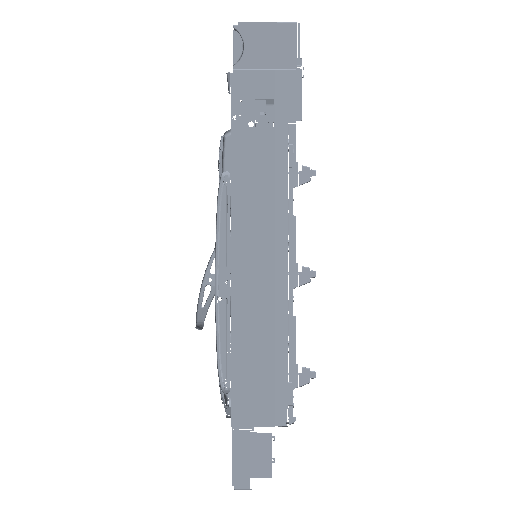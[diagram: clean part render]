
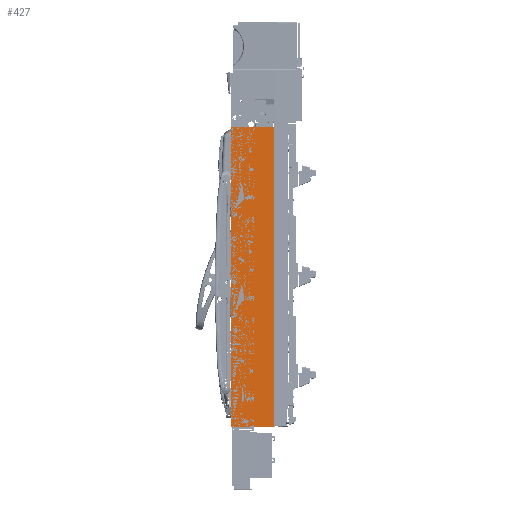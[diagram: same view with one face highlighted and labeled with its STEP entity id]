
A CAD part, left-side view. The second image highlights one B-rep face of the part: STEP entity #427.
In plain terms, the highlighted planar face has unit normal (-1, 0, 0).
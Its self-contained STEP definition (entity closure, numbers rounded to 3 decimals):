
#284=DIRECTION('',(0.,1.,0.));
#285=VECTOR('',#284,79.951);
#286=CARTESIAN_POINT('',(-99.207,542.053,-442.735));
#287=LINE('',#286,#285);
#288=DIRECTION('',(0.,0.,1.));
#289=VECTOR('',#288,549.673);
#290=CARTESIAN_POINT('',(-99.207,622.005,-442.735));
#291=LINE('',#290,#289);
#292=DIRECTION('',(0.,-1.,0.));
#293=VECTOR('',#292,79.951);
#294=CARTESIAN_POINT('',(-99.207,622.005,106.938));
#295=LINE('',#294,#293);
#296=DIRECTION('',(0.,0.,-1.));
#297=VECTOR('',#296,549.673);
#298=CARTESIAN_POINT('',(-99.207,542.053,106.938));
#299=LINE('',#298,#297);
#308=CARTESIAN_POINT('',(-99.207,542.053,-442.735));
#309=CARTESIAN_POINT('',(-99.207,622.005,-442.735));
#310=VERTEX_POINT('',#308);
#311=VERTEX_POINT('',#309);
#312=CARTESIAN_POINT('',(-99.207,622.005,106.938));
#313=VERTEX_POINT('',#312);
#314=CARTESIAN_POINT('',(-99.207,542.053,106.938));
#315=VERTEX_POINT('',#314);
#416=CARTESIAN_POINT('',(-99.207,543.505,-443.393));
#417=DIRECTION('',(-1.,0.,0.));
#418=DIRECTION('',(0.,0.,1.));
#419=AXIS2_PLACEMENT_3D('',#416,#417,#418);
#420=PLANE('',#419);
#421=ORIENTED_EDGE('',*,*,#347,.T.);
#422=ORIENTED_EDGE('',*,*,#369,.T.);
#423=ORIENTED_EDGE('',*,*,#390,.T.);
#424=ORIENTED_EDGE('',*,*,#410,.T.);
#425=EDGE_LOOP('',(#421,#422,#423,#424));
#426=FACE_OUTER_BOUND('',#425,.F.);
#347=EDGE_CURVE('',#310,#311,#287,.T.);
#369=EDGE_CURVE('',#311,#313,#291,.T.);
#390=EDGE_CURVE('',#313,#315,#295,.T.);
#410=EDGE_CURVE('',#315,#310,#299,.T.);
#427=ADVANCED_FACE('',(#426),#420,.T.);
